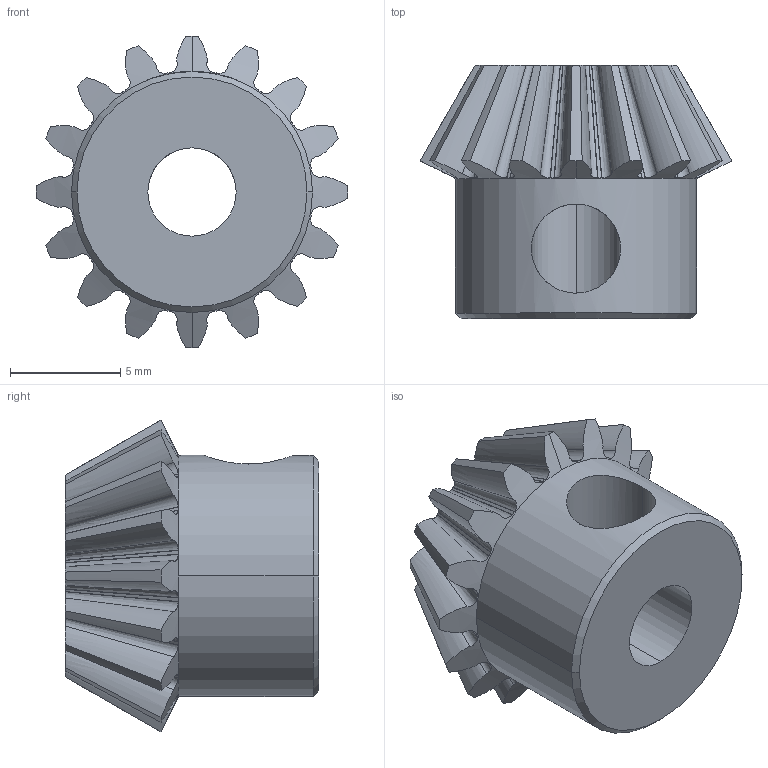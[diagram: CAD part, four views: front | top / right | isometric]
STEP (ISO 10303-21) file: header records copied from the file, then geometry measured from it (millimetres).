
FILE_DESCRIPTION (( 'STEP AP203' ), '1' );
FILE_NAME ('615436.STEP', '2014-10-22T13:54:44', ( 'Kyle' ), ( 'Microsoft' ), 'SwSTEP 2.0', 'SolidWorks 2014', '' );
FILE_SCHEMA (( 'CONFIG_CONTROL_DESIGN' ));
Length unit declared in the file: inch
Products named in the file (1): 615436
Bounding box: 14.11 x 11.49 x 14.12 mm (x, y, z)
Volume: 844.7 mm3; surface area: 868.2 mm2
Topology: 1 solids, 1 shells, 142 faces, 419 edges, 278 vertices
Faces by surface type: bspline 80, plane 36, cone 20, cylinder 6
Entity records: 8276 total; most frequent: CARTESIAN_POINT 4986, ORIENTED_EDGE 838, EDGE_CURVE 419, DIRECTION 395, VERTEX_POINT 278, B_SPLINE_CURVE_WITH_KNOTS 198, VECTOR 173, LINE 173
